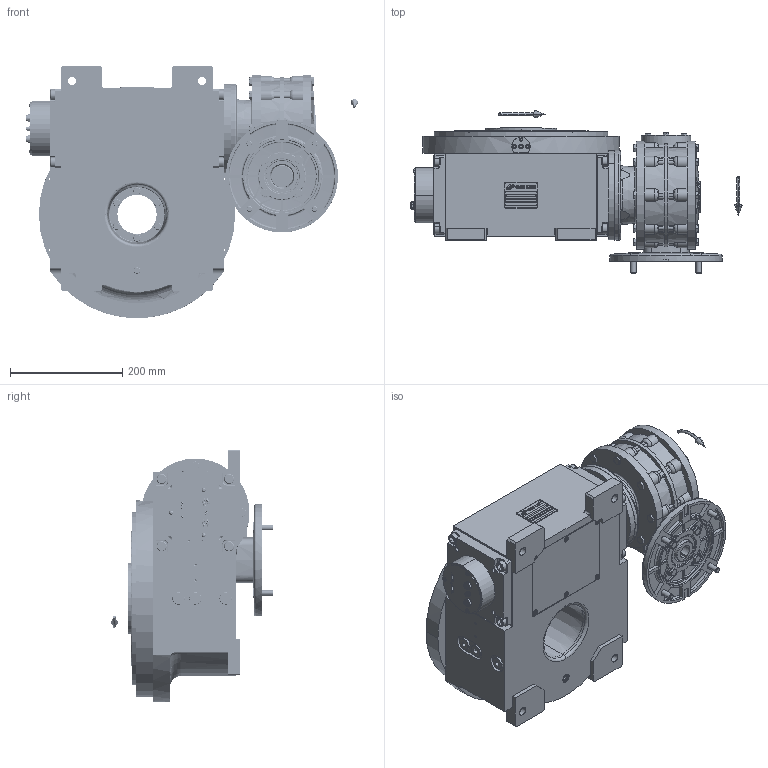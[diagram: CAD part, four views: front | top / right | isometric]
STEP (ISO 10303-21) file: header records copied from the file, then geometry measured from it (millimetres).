
FILE_DESCRIPTION (( 'STEP AP203' ), '1' );
FILE_NAME ('PC5201738.step', '2025-12-06T07:41:22', ( '' ), ( '' ), 'SwSTEP 2.0', 'SolidWorks 2020', '' );
FILE_SCHEMA (( 'CONFIG_CONTROL_DESIGN' ));
Length unit declared in the file: millimetre
Products named in the file (90): AS_rig09_002_bl_008; rig09_002_bl_008; cfn2000_01_126; cfn2000_01_081; cfn2003_01_054; cfn2000_01_099; rig09_004; AS_rig09_071_6_m_n_03; CFN2223_02_004.stp; cfn2151_01_170; cfn2107_01_001; cfn2400_34_001; PC5201738; cfn2400_34_001.stp; CFN2104_02_018.stp; CFN2356_03_053.stp; cfn2077_01_036; AS_rig09_016; cfn2128_19_002; cfn2155_01_196; rig09_005_s_001; AS_rig09_004; AS_cfn2476_01_002_60x46; CFN2000_01_183.stp; RIG09_005_S_001_ASM.stp; cfn2104_01_018; rig09_071_6_m_n_03.stp; CFN2000_01_185.stp; olio_agip_blasia_150; CFN2008_01_002.stp; CFN2223_02_003.stp; 900_38_36_001; cfn2476_01_002_60x46; RMI85_F3_DX_90B5; RIG09_021_AF0.stp; rig09_016; rig09_001_a; cfn2151_01_115; freccia_angolare; cfn2115_02_057 ...
Assembly tree (82 placements, depth 5):
  CFN2223_02_004.stp
  cfn2151_01_170
  PC5201738
    rig09_001_a
    AS_cfn2476_01_002_60x46
      cfn2476_01_002_60x46
      cfn2107_01_001
      cfn2107_01_001
    AS_rig09_071_6_m_n_03
      rig09_071_6_m_n_03.stp
        RIG09_005_S_001_ASM.stp
          RIG09_021_AF0.stp
          CFN2000_01_185.stp
          CFN2000_01_185.stp
          CFN2104_02_018.stp
        CFN2155_01_195.stp
        CFN2010_02_002.stp
      cfn2000_01_099
      cfn2000_01_099
      cfn2000_01_099
      cfn2000_01_099
      cfn2000_01_099
      cfn2000_01_099
      cfn2000_01_099
      cfn2000_01_099
      rig09_005_s_001
      cfn2104_01_018  x2
      rig09_003_6
    AS_rig09_017
      rig09_017
      cfn2000_01_126
      cfn2000_01_126
      cfn2000_01_126
      cfn2000_01_126
      cfn2000_01_126
      cfn2000_01_126
      cfn2155_01_196
    AS_rig09_004
      rig09_004
      cfn2000_01_081
      cfn2155_01_095
      cfn2070_05_009
      cfn2000_01_081
      cfn2000_01_081
      cfn2000_01_081
    AS_rig09_004
      rig09_004
      cfn2000_01_081
      cfn2155_01_095
      cfn2070_05_009
      cfn2000_01_081
      cfn2000_01_081
      cfn2000_01_081
    AS_rig09_002_bl_008
      rig09_002_bl_008
      cfn2115_02_145
    rig09_010_s_001
    cfn2128_04_002  x3
    cfn2128_19_002
    AS_rig09_016
Bounding box: 592 x 290 x 450 mm (x, y, z)
Volume: 9674893.5 mm3; surface area: 1718933.6 mm2
Topology: 72 solids, 72 shells, 4309 faces, 10716 edges, 6844 vertices
Faces by surface type: plane 1911, cylinder 1426, cone 654, torus 241, bspline 59, sphere 18
Entity records: 155102 total; most frequent: CARTESIAN_POINT 46028, DIRECTION 20755, ORIENTED_EDGE 20664, EDGE_CURVE 10332, AXIS2_PLACEMENT_3D 7767, VERTEX_POINT 6667, VECTOR 5221, LINE 5221
